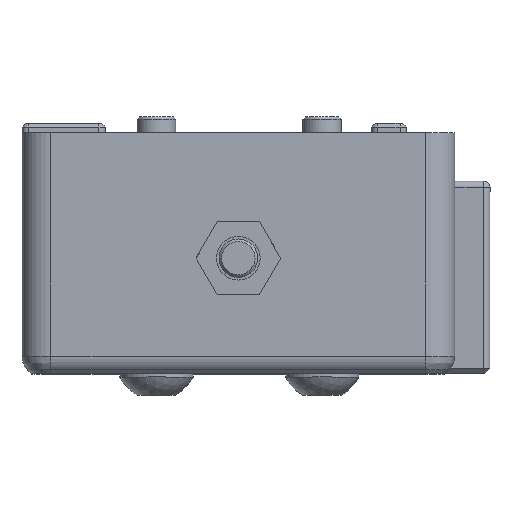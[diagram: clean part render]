
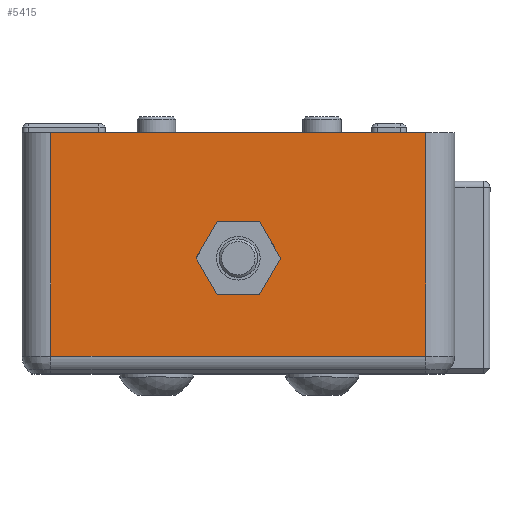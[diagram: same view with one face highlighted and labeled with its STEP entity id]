
A CAD part, top view. The second image highlights one B-rep face of the part: STEP entity #5415.
In plain terms, the highlighted planar face has unit normal (0, 0, 1).
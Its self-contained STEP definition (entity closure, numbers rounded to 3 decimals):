
#195=FACE_BOUND('',#1119,.T.);
#333=PLANE('',#6111);
#753=FACE_OUTER_BOUND('',#1118,.T.);
#1118=EDGE_LOOP('',(#4823,#4824,#4825,#4826));
#1119=EDGE_LOOP('',(#4827,#4828,#4829,#4830,#4831,#4832));
#1415=LINE('',#10046,#1791);
#1450=LINE('',#10187,#1826);
#1454=LINE('',#10195,#1830);
#1457=LINE('',#10201,#1833);
#1460=LINE('',#10207,#1836);
#1463=LINE('',#10213,#1839);
#1466=LINE('',#10218,#1842);
#1489=LINE('',#10330,#1865);
#1505=LINE('',#10630,#1881);
#1506=LINE('',#10633,#1882);
#1791=VECTOR('',#7343,7.5);
#1826=VECTOR('',#7486,10.);
#1830=VECTOR('',#7492,10.);
#1833=VECTOR('',#7497,10.);
#1836=VECTOR('',#7502,10.);
#1839=VECTOR('',#7507,10.);
#1842=VECTOR('',#7512,10.);
#1865=VECTOR('',#7619,7.5);
#1881=VECTOR('',#7687,7.5);
#1882=VECTOR('',#7692,7.5);
#2529=VERTEX_POINT('',#10043);
#2530=VERTEX_POINT('',#10045);
#2581=VERTEX_POINT('',#10185);
#2582=VERTEX_POINT('',#10186);
#2585=VERTEX_POINT('',#10194);
#2587=VERTEX_POINT('',#10200);
#2589=VERTEX_POINT('',#10206);
#2591=VERTEX_POINT('',#10212);
#2601=VERTEX_POINT('',#10266);
#2633=VERTEX_POINT('',#10629);
#3208=EDGE_CURVE('',#2530,#2529,#1415,.T.);
#3278=EDGE_CURVE('',#2581,#2582,#1450,.T.);
#3282=EDGE_CURVE('',#2585,#2581,#1454,.T.);
#3285=EDGE_CURVE('',#2587,#2585,#1457,.T.);
#3288=EDGE_CURVE('',#2589,#2587,#1460,.T.);
#3291=EDGE_CURVE('',#2591,#2589,#1463,.T.);
#3294=EDGE_CURVE('',#2582,#2591,#1466,.T.);
#3340=EDGE_CURVE('',#2601,#2530,#1489,.T.);
#3375=EDGE_CURVE('',#2633,#2601,#1505,.T.);
#3377=EDGE_CURVE('',#2529,#2633,#1506,.T.);
#4823=ORIENTED_EDGE('',*,*,#3208,.T.);
#4824=ORIENTED_EDGE('',*,*,#3377,.T.);
#4825=ORIENTED_EDGE('',*,*,#3375,.T.);
#4826=ORIENTED_EDGE('',*,*,#3340,.T.);
#4827=ORIENTED_EDGE('',*,*,#3278,.T.);
#4828=ORIENTED_EDGE('',*,*,#3294,.T.);
#4829=ORIENTED_EDGE('',*,*,#3291,.T.);
#4830=ORIENTED_EDGE('',*,*,#3288,.T.);
#4831=ORIENTED_EDGE('',*,*,#3285,.T.);
#4832=ORIENTED_EDGE('',*,*,#3282,.T.);
#5415=ADVANCED_FACE('',(#753,#195),#333,.F.);
#6111=AXIS2_PLACEMENT_3D('',#10632,#7690,#7691);
#7343=DIRECTION('',(-1.,0.,0.));
#7486=DIRECTION('',(0.502,0.865,0.));
#7492=DIRECTION('',(-0.498,0.867,0.));
#7497=DIRECTION('',(-1.,0.003,0.));
#7502=DIRECTION('',(-0.502,-0.865,0.));
#7507=DIRECTION('',(0.498,-0.867,0.));
#7512=DIRECTION('',(1.,-0.003,0.));
#7619=DIRECTION('',(0.,1.,0.));
#7687=DIRECTION('',(1.,0.,0.));
#7690=DIRECTION('center_axis',(0.,0.,
-1.));
#7691=DIRECTION('ref_axis',(1.,0.,0.));
#7692=DIRECTION('',(0.,-1.,0.));
#10043=CARTESIAN_POINT('',(6.969,19.15,370.05));
#10045=CARTESIAN_POINT('',(36.144,19.15,370.05));
#10046=CARTESIAN_POINT('',(13.588,19.15,370.05));
#10185=CARTESIAN_POINT('',(18.266,9.408,370.05));
#10186=CARTESIAN_POINT('',(19.919,12.254,370.05));
#10187=CARTESIAN_POINT('',(18.654,10.077,370.05));
#10194=CARTESIAN_POINT('',(19.904,6.554,370.05));
#10195=CARTESIAN_POINT('',(15.285,14.602,370.05));
#10200=CARTESIAN_POINT('',(23.195,6.546,370.05));
#10201=CARTESIAN_POINT('',(13.866,6.569,370.05));
#10206=CARTESIAN_POINT('',(24.848,9.392,370.05));
#10207=CARTESIAN_POINT('',(24.41,8.637,370.05));
#10212=CARTESIAN_POINT('',(23.209,12.246,370.05));
#10213=CARTESIAN_POINT('',(19.409,18.866,370.05));
#10218=CARTESIAN_POINT('',(12.235,12.274,370.05));
#10266=CARTESIAN_POINT('',(36.144,1.771,370.05));
#10330=CARTESIAN_POINT('',(36.144,19.15,370.05));
#10629=CARTESIAN_POINT('',(6.969,1.771,370.05));
#10630=CARTESIAN_POINT('',(6.979,1.771,370.05));
#10632=CARTESIAN_POINT('Origin',(4.569,19.15,370.05));
#10633=CARTESIAN_POINT('',(6.969,19.15,370.05));
